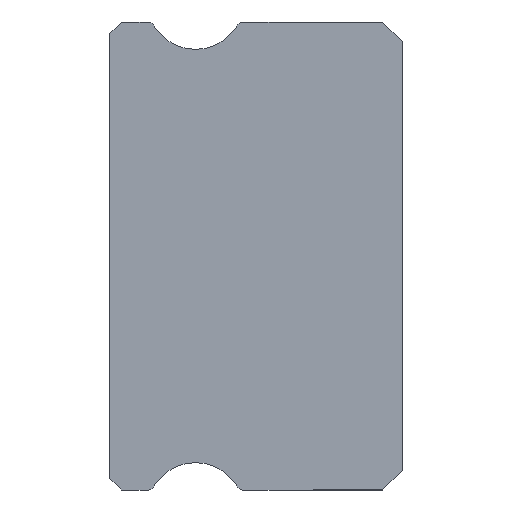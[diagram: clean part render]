
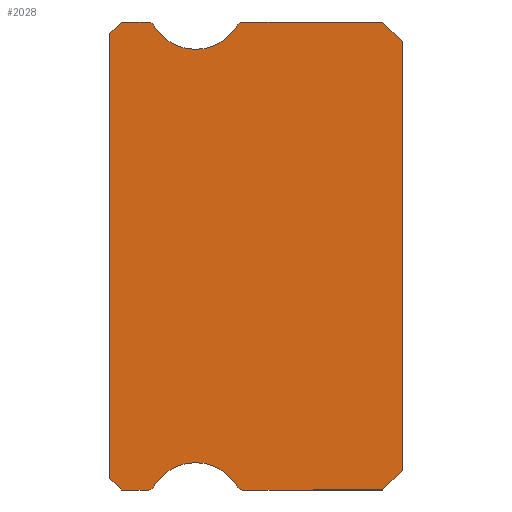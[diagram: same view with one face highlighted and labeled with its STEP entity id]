
A CAD part, left-side view. The second image highlights one B-rep face of the part: STEP entity #2028.
In plain terms, the highlighted planar face has unit normal (-1, 0, 0).
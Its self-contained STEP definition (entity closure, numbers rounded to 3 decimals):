
#23 = CARTESIAN_POINT ( 'NONE',  ( -7.5, 7.5, 5.7 ) ) ;
#87 = DIRECTION ( 'NONE',  ( 0., -1., 0. ) ) ;
#101 = EDGE_CURVE ( 'NONE', #1416, #1469, #2324, .T. ) ;
#108 = DIRECTION ( 'NONE',  ( 0., 0., -1. ) ) ;
#117 = ORIENTED_EDGE ( 'NONE', *, *, #1547, .F. ) ;
#127 = EDGE_CURVE ( 'NONE', #553, #452, #288, .T. ) ;
#140 = EDGE_CURVE ( 'NONE', #3129, #1870, #342, .T. ) ;
#203 = DIRECTION ( 'NONE',  ( 0., 0., -1. ) ) ;
#233 = LINE ( 'NONE', #295, #2204 ) ;
#250 = DIRECTION ( 'NONE',  ( 0., -0.707, -0.707 ) ) ;
#279 = VECTOR ( 'NONE', #559, 1000. ) ;
#284 = CARTESIAN_POINT ( 'NONE',  ( -7.5, 6.383, -5.925 ) ) ;
#288 = LINE ( 'NONE', #2253, #1319 ) ;
#295 = CARTESIAN_POINT ( 'NONE',  ( -7.5, 0.5, 6. ) ) ;
#305 = CARTESIAN_POINT ( 'NONE',  ( -7.5, 5.3, 5.3 ) ) ;
#342 = CIRCLE ( 'NONE', #556, 1.25 ) ;
#346 = LINE ( 'NONE', #1328, #279 ) ;
#348 = VECTOR ( 'NONE', #1369, 1000. ) ;
#376 = DIRECTION ( 'NONE',  ( 0., 1., 0. ) ) ;
#399 = LINE ( 'NONE', #1638, #3065 ) ;
#418 = CARTESIAN_POINT ( 'NONE',  ( -7.5, 7.5, 5.7 ) ) ;
#446 = ORIENTED_EDGE ( 'NONE', *, *, #2491, .F. ) ;
#452 = VERTEX_POINT ( 'NONE', #1126 ) ;
#454 = CARTESIAN_POINT ( 'NONE',  ( -7.5, 7.5, -5.7 ) ) ;
#476 = CARTESIAN_POINT ( 'NONE',  ( -7.5, 4.217, -5.925 ) ) ;
#482 = EDGE_CURVE ( 'NONE', #553, #1906, #868, .T. ) ;
#497 = ORIENTED_EDGE ( 'NONE', *, *, #2367, .T. ) ;
#522 = CARTESIAN_POINT ( 'NONE',  ( -7.5, 6.383, 5.925 ) ) ;
#535 = ORIENTED_EDGE ( 'NONE', *, *, #2833, .T. ) ;
#553 = VERTEX_POINT ( 'NONE', #915 ) ;
#556 = AXIS2_PLACEMENT_3D ( 'NONE', #1756, #1741, #790 ) ;
#559 = DIRECTION ( 'NONE',  ( 0., -0.707, -0.707 ) ) ;
#568 = DIRECTION ( 'NONE',  ( 0., 0.707, -0.707 ) ) ;
#617 = DIRECTION ( 'NONE',  ( 0., -1., 0. ) ) ;
#639 = CARTESIAN_POINT ( 'NONE',  ( -7.5, 4.088, -5.85 ) ) ;
#649 = VERTEX_POINT ( 'NONE', #1224 ) ;
#710 = VERTEX_POINT ( 'NONE', #1507 ) ;
#731 = ORIENTED_EDGE ( 'NONE', *, *, #764, .F. ) ;
#736 = EDGE_LOOP ( 'NONE', ( #2228, #2171, #1899, #497, #731, #2836, #446, #1635, #2537, #2566, #3101, #117, #3056, #3027, #975, #2176, #535 ) ) ;
#754 = AXIS2_PLACEMENT_3D ( 'NONE', #1192, #2177, #1666 ) ;
#764 = EDGE_CURVE ( 'NONE', #1870, #1942, #2672, .T. ) ;
#790 = DIRECTION ( 'NONE',  ( 0., 0., -1. ) ) ;
#800 = CARTESIAN_POINT ( 'NONE',  ( -7.5, 6.512, 5.85 ) ) ;
#822 = VECTOR ( 'NONE', #617, 1000. ) ;
#865 = EDGE_CURVE ( 'NONE', #3094, #1459, #2641, .T. ) ;
#868 = LINE ( 'NONE', #1837, #348 ) ;
#880 = DIRECTION ( 'NONE',  ( 0., 0., -1. ) ) ;
#915 = CARTESIAN_POINT ( 'NONE',  ( -7.5, 0., -5.5 ) ) ;
#943 = CARTESIAN_POINT ( 'NONE',  ( -7.5, 6.512, 5.85 ) ) ;
#975 = ORIENTED_EDGE ( 'NONE', *, *, #865, .F. ) ;
#1039 = AXIS2_PLACEMENT_3D ( 'NONE', #639, #3073, #1653 ) ;
#1071 = DIRECTION ( 'NONE',  ( -1., 0., 0. ) ) ;
#1126 = CARTESIAN_POINT ( 'NONE',  ( -7.5, 0., 5.5 ) ) ;
#1192 = CARTESIAN_POINT ( 'NONE',  ( -7.5, 4.088, 5.85 ) ) ;
#1224 = CARTESIAN_POINT ( 'NONE',  ( -7.5, 0.5, 6. ) ) ;
#1265 = AXIS2_PLACEMENT_3D ( 'NONE', #1982, #1480, #1464 ) ;
#1285 = CARTESIAN_POINT ( 'NONE',  ( -7.5, 0.5, -6. ) ) ;
#1306 = CARTESIAN_POINT ( 'NONE',  ( -7.5, 6.512, 6. ) ) ;
#1315 = DIRECTION ( 'NONE',  ( 0., 0., -1. ) ) ;
#1319 = VECTOR ( 'NONE', #2940, 1000. ) ;
#1328 = CARTESIAN_POINT ( 'NONE',  ( -7.5, 7.2, -6. ) ) ;
#1368 = LINE ( 'NONE', #1306, #822 ) ;
#1369 = DIRECTION ( 'NONE',  ( 0., 0.707, -0.707 ) ) ;
#1416 = VERTEX_POINT ( 'NONE', #2255 ) ;
#1459 = VERTEX_POINT ( 'NONE', #305 ) ;
#1464 = DIRECTION ( 'NONE',  ( 0., 0., -1. ) ) ;
#1469 = VERTEX_POINT ( 'NONE', #2453 ) ;
#1480 = DIRECTION ( 'NONE',  ( -1., 0., 0. ) ) ;
#1507 = CARTESIAN_POINT ( 'NONE',  ( -7.5, 7.2, 6. ) ) ;
#1512 = VECTOR ( 'NONE', #87, 1000. ) ;
#1519 = EDGE_CURVE ( 'NONE', #710, #1740, #2740, .T. ) ;
#1535 = PLANE ( 'NONE',  #1806 ) ;
#1547 = EDGE_CURVE ( 'NONE', #1469, #649, #1368, .T. ) ;
#1562 = CARTESIAN_POINT ( 'NONE',  ( -7.5, 6.512, -6. ) ) ;
#1579 = CARTESIAN_POINT ( 'NONE',  ( -7.5, 5.3, 6.55 ) ) ;
#1589 = CARTESIAN_POINT ( 'NONE',  ( -7.5, 6.512, 6. ) ) ;
#1613 = AXIS2_PLACEMENT_3D ( 'NONE', #1803, #2506, #108 ) ;
#1623 = DIRECTION ( 'NONE',  ( 0., 0., 1. ) ) ;
#1635 = ORIENTED_EDGE ( 'NONE', *, *, #2952, .F. ) ;
#1638 = CARTESIAN_POINT ( 'NONE',  ( -7.5, 7.5, 5.85 ) ) ;
#1653 = DIRECTION ( 'NONE',  ( 0., 0., -1. ) ) ;
#1661 = VERTEX_POINT ( 'NONE', #454 ) ;
#1666 = DIRECTION ( 'NONE',  ( 0., 0., -1. ) ) ;
#1740 = VERTEX_POINT ( 'NONE', #418 ) ;
#1741 = DIRECTION ( 'NONE',  ( -1., 0., 0. ) ) ;
#1756 = CARTESIAN_POINT ( 'NONE',  ( -7.5, 5.3, -6.55 ) ) ;
#1790 = EDGE_CURVE ( 'NONE', #1459, #1416, #2875, .T. ) ;
#1803 = CARTESIAN_POINT ( 'NONE',  ( -7.5, 6.512, -5.85 ) ) ;
#1806 = AXIS2_PLACEMENT_3D ( 'NONE', #800, #1817, #1315 ) ;
#1810 = CIRCLE ( 'NONE', #2765, 0.15 ) ;
#1817 = DIRECTION ( 'NONE',  ( 1., 0., 0. ) ) ;
#1837 = CARTESIAN_POINT ( 'NONE',  ( -7.5, 0., -5.5 ) ) ;
#1847 = VECTOR ( 'NONE', #376, 1000. ) ;
#1870 = VERTEX_POINT ( 'NONE', #284 ) ;
#1895 = DIRECTION ( 'NONE',  ( 1., 0., 0. ) ) ;
#1899 = ORIENTED_EDGE ( 'NONE', *, *, #2319, .T. ) ;
#1906 = VERTEX_POINT ( 'NONE', #1285 ) ;
#1942 = VERTEX_POINT ( 'NONE', #1562 ) ;
#1982 = CARTESIAN_POINT ( 'NONE',  ( -7.5, 5.3, 6.55 ) ) ;
#2028 = ADVANCED_FACE ( 'NONE', ( #2087 ), #1535, .F. ) ;
#2087 = FACE_OUTER_BOUND ( 'NONE', #736, .T. ) ;
#2102 = EDGE_CURVE ( 'NONE', #1661, #1740, #399, .T. ) ;
#2124 = VERTEX_POINT ( 'NONE', #2824 ) ;
#2171 = ORIENTED_EDGE ( 'NONE', *, *, #2102, .F. ) ;
#2175 = EDGE_CURVE ( 'NONE', #2271, #3094, #1810, .T. ) ;
#2176 = ORIENTED_EDGE ( 'NONE', *, *, #2175, .F. ) ;
#2177 = DIRECTION ( 'NONE',  ( 1., 0., 0. ) ) ;
#2204 = VECTOR ( 'NONE', #250, 1000. ) ;
#2228 = ORIENTED_EDGE ( 'NONE', *, *, #1519, .T. ) ;
#2253 = CARTESIAN_POINT ( 'NONE',  ( -7.5, 0., 5.5 ) ) ;
#2255 = CARTESIAN_POINT ( 'NONE',  ( -7.5, 4.217, 5.925 ) ) ;
#2271 = VERTEX_POINT ( 'NONE', #1589 ) ;
#2319 = EDGE_CURVE ( 'NONE', #1661, #2124, #346, .T. ) ;
#2324 = CIRCLE ( 'NONE', #754, 0.15 ) ;
#2330 = VERTEX_POINT ( 'NONE', #2503 ) ;
#2331 = CARTESIAN_POINT ( 'NONE',  ( -7.5, 6.512, -6. ) ) ;
#2367 = EDGE_CURVE ( 'NONE', #2124, #1942, #2777, .T. ) ;
#2453 = CARTESIAN_POINT ( 'NONE',  ( -7.5, 4.088, 6. ) ) ;
#2491 = EDGE_CURVE ( 'NONE', #2330, #3129, #2906, .T. ) ;
#2501 = LINE ( 'NONE', #3008, #1847 ) ;
#2503 = CARTESIAN_POINT ( 'NONE',  ( -7.5, 4.088, -6. ) ) ;
#2506 = DIRECTION ( 'NONE',  ( 1., 0., 0. ) ) ;
#2537 = ORIENTED_EDGE ( 'NONE', *, *, #482, .F. ) ;
#2566 = ORIENTED_EDGE ( 'NONE', *, *, #127, .T. ) ;
#2585 = AXIS2_PLACEMENT_3D ( 'NONE', #1579, #1071, #880 ) ;
#2629 = LINE ( 'NONE', #2331, #2948 ) ;
#2641 = CIRCLE ( 'NONE', #2585, 1.25 ) ;
#2672 = CIRCLE ( 'NONE', #1613, 0.15 ) ;
#2679 = EDGE_CURVE ( 'NONE', #649, #452, #233, .T. ) ;
#2740 = LINE ( 'NONE', #23, #2944 ) ;
#2765 = AXIS2_PLACEMENT_3D ( 'NONE', #943, #1895, #203 ) ;
#2777 = LINE ( 'NONE', #3010, #1512 ) ;
#2824 = CARTESIAN_POINT ( 'NONE',  ( -7.5, 7.2, -6. ) ) ;
#2833 = EDGE_CURVE ( 'NONE', #2271, #710, #2501, .T. ) ;
#2836 = ORIENTED_EDGE ( 'NONE', *, *, #140, .F. ) ;
#2870 = DIRECTION ( 'NONE',  ( 0., 1., 0. ) ) ;
#2875 = CIRCLE ( 'NONE', #1265, 1.25 ) ;
#2906 = CIRCLE ( 'NONE', #1039, 0.15 ) ;
#2940 = DIRECTION ( 'NONE',  ( 0., 0., 1. ) ) ;
#2944 = VECTOR ( 'NONE', #568, 1000. ) ;
#2948 = VECTOR ( 'NONE', #2870, 1000. ) ;
#2952 = EDGE_CURVE ( 'NONE', #1906, #2330, #2629, .T. ) ;
#3008 = CARTESIAN_POINT ( 'NONE',  ( -7.5, 7.2, 6. ) ) ;
#3010 = CARTESIAN_POINT ( 'NONE',  ( -7.5, 6.512, -6. ) ) ;
#3027 = ORIENTED_EDGE ( 'NONE', *, *, #1790, .F. ) ;
#3056 = ORIENTED_EDGE ( 'NONE', *, *, #101, .F. ) ;
#3065 = VECTOR ( 'NONE', #1623, 1000. ) ;
#3073 = DIRECTION ( 'NONE',  ( 1., 0., 0. ) ) ;
#3094 = VERTEX_POINT ( 'NONE', #522 ) ;
#3101 = ORIENTED_EDGE ( 'NONE', *, *, #2679, .F. ) ;
#3129 = VERTEX_POINT ( 'NONE', #476 ) ;
